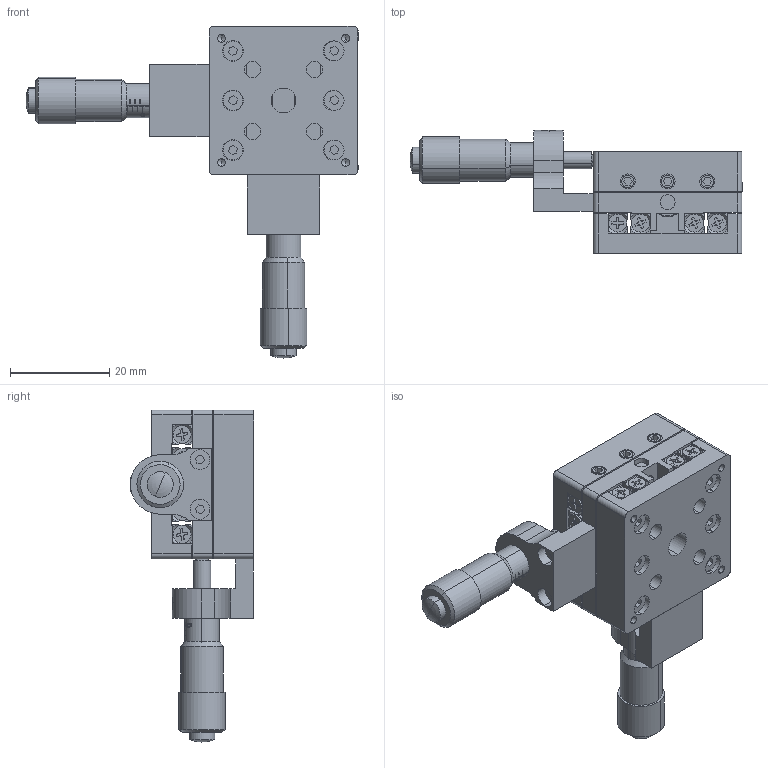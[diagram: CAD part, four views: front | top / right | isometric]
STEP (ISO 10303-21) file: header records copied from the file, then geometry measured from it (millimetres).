
FILE_DESCRIPTION (( 'STEP AP203' ), '1' );
FILE_NAME ('56CTS-2LSM.STEP', '2016-05-04T05:11:13', ( '' ), ( '' ), 'SwSTEP 2.0', 'SolidWorks 2016', '' );
FILE_SCHEMA (( 'CONFIG_CONTROL_DESIGN' ));
Length unit declared in the file: millimetre
Products named in the file (1): 56CTS-2LSM
Bounding box: 66.9 x 24.8 x 66.9 mm (x, y, z)
Volume: 20406 mm3; surface area: 23716.7 mm2
Topology: 61 solids, 61 shells, 1740 faces, 4393 edges, 2826 vertices
Faces by surface type: plane 971, cylinder 497, cone 230, bspline 34, sphere 4, torus 4
Entity records: 55456 total; most frequent: CARTESIAN_POINT 13124, ORIENTED_EDGE 8710, DIRECTION 8685, EDGE_CURVE 4355, AXIS2_PLACEMENT_3D 2987, VERTEX_POINT 2826, LINE 2711, VECTOR 2711
